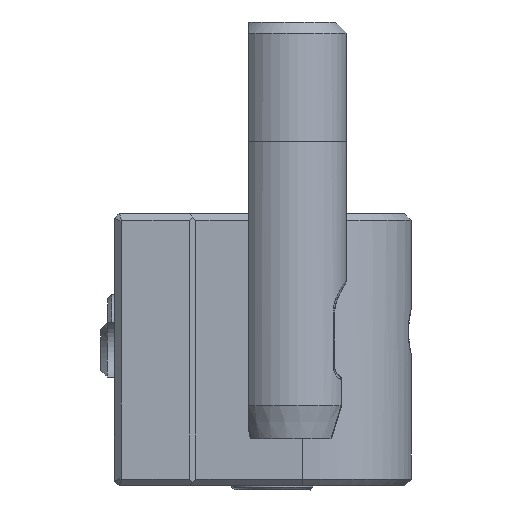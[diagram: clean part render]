
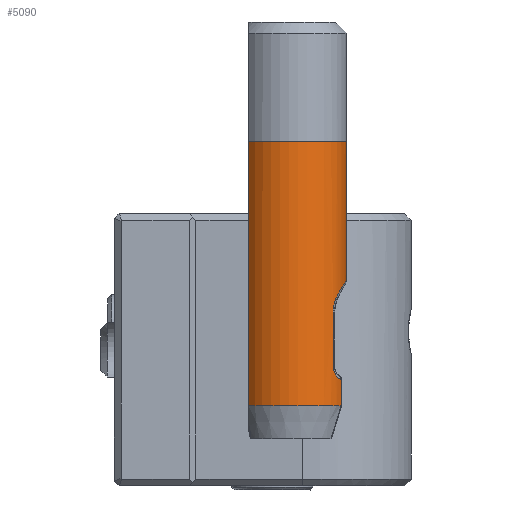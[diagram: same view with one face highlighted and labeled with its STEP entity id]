
A CAD part, left-side view. The second image highlights one B-rep face of the part: STEP entity #5090.
In plain terms, the highlighted cylindrical face has radius 4.05 mm (diameter 8.1 mm), a partial arc.
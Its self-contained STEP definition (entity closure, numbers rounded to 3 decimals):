
#199=B_SPLINE_CURVE_WITH_KNOTS('',3,(#10573,#10574,#10575,#10576,#10577,
#10578,#10579,#10580,#10581,#10582,#10583,#10584),.UNSPECIFIED.,.F.,.F.,
(4,2,1,1,1,1,1,1,4),(0.,0.,0.028,0.042,
0.056,0.07,0.084,0.112,
0.14),.UNSPECIFIED.);
#200=B_SPLINE_CURVE_WITH_KNOTS('',3,(#10586,#10587,#10588,#10589),
 .UNSPECIFIED.,.F.,.F.,(4,4),(0.281,0.691),
 .UNSPECIFIED.);
#201=B_SPLINE_CURVE_WITH_KNOTS('',3,(#10591,#10592,#10593,#10594,#10595,
#10596,#10597,#10598,#10599,#10600,#10601,#10602,#10603,#10604,#10605,#10606,
#10607,#10608,#10609),.UNSPECIFIED.,.F.,.F.,(4,1,1,1,1,1,1,1,1,1,1,1,1,
1,1,1,4),(-0.746,-0.733,-0.72,-0.693,
-0.64,-0.533,-0.48,-0.427,
-0.373,-0.32,-0.267,-0.213,
-0.107,-0.053,-0.027,-0.013,
0.),.UNSPECIFIED.);
#202=B_SPLINE_CURVE_WITH_KNOTS('',3,(#10613,#10614,#10615,#10616,#10617,
#10618,#10619,#10620),.UNSPECIFIED.,.F.,.F.,(4,1,1,2,4),(0.002,
0.085,0.113,0.14,0.141),
 .UNSPECIFIED.);
#752=LINE('',#10524,#1070);
#757=LINE('',#10564,#1075);
#759=LINE('',#10571,#1077);
#760=LINE('',#10611,#1078);
#761=LINE('',#10622,#1079);
#1070=VECTOR('',#6626,10.);
#1075=VECTOR('',#6631,10.);
#1077=VECTOR('',#6639,10.);
#1078=VECTOR('',#6640,10.);
#1079=VECTOR('',#6641,10.);
#1188=CYLINDRICAL_SURFACE('',#5559,4.05);
#1432=FACE_OUTER_BOUND('',#1744,.T.);
#1744=EDGE_LOOP('',(#4410,#4411,#4412,#4413,#4414,#4415,#4416,#4417,#4418,
#4419,#4420,#4421));
#1982=CIRCLE('',#5560,4.05);
#1983=CIRCLE('',#5561,4.05);
#1984=CIRCLE('',#5562,4.05);
#2392=VERTEX_POINT('',#10521);
#2393=VERTEX_POINT('',#10523);
#2402=VERTEX_POINT('',#10559);
#2403=VERTEX_POINT('',#10563);
#2404=VERTEX_POINT('',#10568);
#2405=VERTEX_POINT('',#10570);
#2406=VERTEX_POINT('',#10572);
#2407=VERTEX_POINT('',#10585);
#2408=VERTEX_POINT('',#10590);
#2409=VERTEX_POINT('',#10610);
#2410=VERTEX_POINT('',#10612);
#2411=VERTEX_POINT('',#10621);
#3079=EDGE_CURVE('',#2392,#2393,#752,.T.);
#3089=EDGE_CURVE('',#2402,#2403,#757,.T.);
#3091=EDGE_CURVE('',#2392,#2403,#1982,.T.);
#3092=EDGE_CURVE('',#2404,#2402,#1983,.T.);
#3093=EDGE_CURVE('',#2405,#2404,#759,.T.);
#3094=EDGE_CURVE('',#2406,#2405,#199,.T.);
#3095=EDGE_CURVE('',#2407,#2406,#200,.T.);
#3096=EDGE_CURVE('',#2408,#2407,#201,.T.);
#3097=EDGE_CURVE('',#2409,#2408,#760,.T.);
#3098=EDGE_CURVE('',#2410,#2409,#202,.T.);
#3099=EDGE_CURVE('',#2411,#2410,#761,.T.);
#3100=EDGE_CURVE('',#2393,#2411,#1984,.T.);
#4410=ORIENTED_EDGE('',*,*,#3091,.T.);
#4411=ORIENTED_EDGE('',*,*,#3089,.F.);
#4412=ORIENTED_EDGE('',*,*,#3092,.F.);
#4413=ORIENTED_EDGE('',*,*,#3093,.F.);
#4414=ORIENTED_EDGE('',*,*,#3094,.F.);
#4415=ORIENTED_EDGE('',*,*,#3095,.F.);
#4416=ORIENTED_EDGE('',*,*,#3096,.F.);
#4417=ORIENTED_EDGE('',*,*,#3097,.F.);
#4418=ORIENTED_EDGE('',*,*,#3098,.F.);
#4419=ORIENTED_EDGE('',*,*,#3099,.F.);
#4420=ORIENTED_EDGE('',*,*,#3100,.F.);
#4421=ORIENTED_EDGE('',*,*,#3079,.F.);
#5090=ADVANCED_FACE('',(#1432),#1188,.T.);
#5559=AXIS2_PLACEMENT_3D('',#10566,#6633,#6634);
#5560=AXIS2_PLACEMENT_3D('',#10567,#6635,#6636);
#5561=AXIS2_PLACEMENT_3D('',#10569,#6637,#6638);
#5562=AXIS2_PLACEMENT_3D('',#10623,#6642,#6643);
#6626=DIRECTION('',(0.,0.,-1.));
#6631=DIRECTION('',(0.,0.,1.));
#6633=DIRECTION('center_axis',(0.,0.,
1.));
#6634=DIRECTION('ref_axis',(0.,-1.,0.));
#6635=DIRECTION('center_axis',(0.,0.,
-1.));
#6636=DIRECTION('ref_axis',(0.,-1.,0.));
#6637=DIRECTION('center_axis',(0.,0.,
-1.));
#6638=DIRECTION('ref_axis',(0.,-1.,0.));
#6639=DIRECTION('',(0.,0.,-1.));
#6640=DIRECTION('',(0.,0.,1.));
#6641=DIRECTION('',(0.,0.,1.));
#6642=DIRECTION('center_axis',(0.,0.,
-1.));
#6643=DIRECTION('ref_axis',(0.,-1.,0.));
#10521=CARTESIAN_POINT('',(-68.625,11.113,12.234));
#10523=CARTESIAN_POINT('',(-68.625,11.113,-7.14));
#10524=CARTESIAN_POINT('',(-68.625,11.113,-5.066));
#10559=CARTESIAN_POINT('',(-73.746,11.114,-7.14));
#10563=CARTESIAN_POINT('',(-73.746,11.114,12.234));
#10564=CARTESIAN_POINT('',(-73.746,11.114,-5.066));
#10566=CARTESIAN_POINT('Origin',(-71.185,7.976,-5.066));
#10567=CARTESIAN_POINT('Origin',(-71.185,7.976,12.234));
#10568=CARTESIAN_POINT('',(-72.901,4.307,-7.14));
#10569=CARTESIAN_POINT('Origin',(-71.185,7.976,-7.14));
#10570=CARTESIAN_POINT('',(-72.901,4.307,-5.216));
#10571=CARTESIAN_POINT('',(-72.901,4.307,-5.066));
#10572=CARTESIAN_POINT('',(-73.821,4.9,-4.366));
#10573=CARTESIAN_POINT('Ctrl Pts',(-73.821,4.9,-4.366));
#10574=CARTESIAN_POINT('Ctrl Pts',(-73.82,4.9,-4.367));
#10575=CARTESIAN_POINT('Ctrl Pts',(-73.82,4.9,-4.368));
#10576=CARTESIAN_POINT('Ctrl Pts',(-73.789,4.873,-4.454));
#10577=CARTESIAN_POINT('Ctrl Pts',(-73.742,4.834,-4.583));
#10578=CARTESIAN_POINT('Ctrl Pts',(-73.662,4.771,-4.744));
#10579=CARTESIAN_POINT('Ctrl Pts',(-73.59,4.716,-4.858));
#10580=CARTESIAN_POINT('Ctrl Pts',(-73.505,4.655,-4.96));
#10581=CARTESIAN_POINT('Ctrl Pts',(-73.373,4.565,-5.078));
#10582=CARTESIAN_POINT('Ctrl Pts',(-73.176,4.445,-5.184));
#10583=CARTESIAN_POINT('Ctrl Pts',(-72.994,4.35,-5.215));
#10584=CARTESIAN_POINT('Ctrl Pts',(-72.901,4.307,-5.216));
#10585=CARTESIAN_POINT('',(-73.821,4.9,-0.265));
#10586=CARTESIAN_POINT('Ctrl Pts',(-73.821,4.9,-0.265));
#10587=CARTESIAN_POINT('Ctrl Pts',(-73.821,4.9,-1.632));
#10588=CARTESIAN_POINT('Ctrl Pts',(-73.821,4.9,-2.999));
#10589=CARTESIAN_POINT('Ctrl Pts',(-73.821,4.9,-4.366));
#10590=CARTESIAN_POINT('',(-68.573,4.881,-0.265));
#10591=CARTESIAN_POINT('Ctrl Pts',(-68.573,4.881,-0.265));
#10592=CARTESIAN_POINT('Ctrl Pts',(-68.573,4.881,-0.221));
#10593=CARTESIAN_POINT('Ctrl Pts',(-68.576,4.879,-0.132));
#10594=CARTESIAN_POINT('Ctrl Pts',(-68.593,4.864,0.045));
#10595=CARTESIAN_POINT('Ctrl Pts',(-68.654,4.813,0.349));
#10596=CARTESIAN_POINT('Ctrl Pts',(-68.889,4.629,0.918));
#10597=CARTESIAN_POINT('Ctrl Pts',(-69.372,4.327,1.446));
#10598=CARTESIAN_POINT('Ctrl Pts',(-70.027,4.082,1.815));
#10599=CARTESIAN_POINT('Ctrl Pts',(-70.591,3.954,1.993));
#10600=CARTESIAN_POINT('Ctrl Pts',(-71.199,3.91,2.055));
#10601=CARTESIAN_POINT('Ctrl Pts',(-71.807,3.958,1.992));
#10602=CARTESIAN_POINT('Ctrl Pts',(-72.37,4.089,1.813));
#10603=CARTESIAN_POINT('Ctrl Pts',(-73.023,4.339,1.445));
#10604=CARTESIAN_POINT('Ctrl Pts',(-73.505,4.644,0.918));
#10605=CARTESIAN_POINT('Ctrl Pts',(-73.739,4.832,0.349));
#10606=CARTESIAN_POINT('Ctrl Pts',(-73.8,4.883,0.045));
#10607=CARTESIAN_POINT('Ctrl Pts',(-73.818,4.898,-0.132));
#10608=CARTESIAN_POINT('Ctrl Pts',(-73.821,4.9,-0.221));
#10609=CARTESIAN_POINT('Ctrl Pts',(-73.821,4.9,-0.265));
#10610=CARTESIAN_POINT('',(-68.573,4.881,-4.366));
#10611=CARTESIAN_POINT('',(-68.573,4.881,-5.066));
#10612=CARTESIAN_POINT('',(-69.491,4.297,-5.216));
#10613=CARTESIAN_POINT('Ctrl Pts',(-69.491,4.297,-5.216));
#10614=CARTESIAN_POINT('Ctrl Pts',(-69.214,4.425,-5.211));
#10615=CARTESIAN_POINT('Ctrl Pts',(-68.881,4.637,-5.021));
#10616=CARTESIAN_POINT('Ctrl Pts',(-68.669,4.803,-4.624));
#10617=CARTESIAN_POINT('Ctrl Pts',(-68.605,4.854,-4.455));
#10618=CARTESIAN_POINT('Ctrl Pts',(-68.574,4.88,-4.369));
#10619=CARTESIAN_POINT('Ctrl Pts',(-68.573,4.881,-4.367));
#10620=CARTESIAN_POINT('Ctrl Pts',(-68.573,4.881,-4.366));
#10621=CARTESIAN_POINT('',(-69.491,4.297,-7.14));
#10622=CARTESIAN_POINT('',(-69.491,4.297,-5.066));
#10623=CARTESIAN_POINT('Origin',(-71.185,7.976,-7.14));
